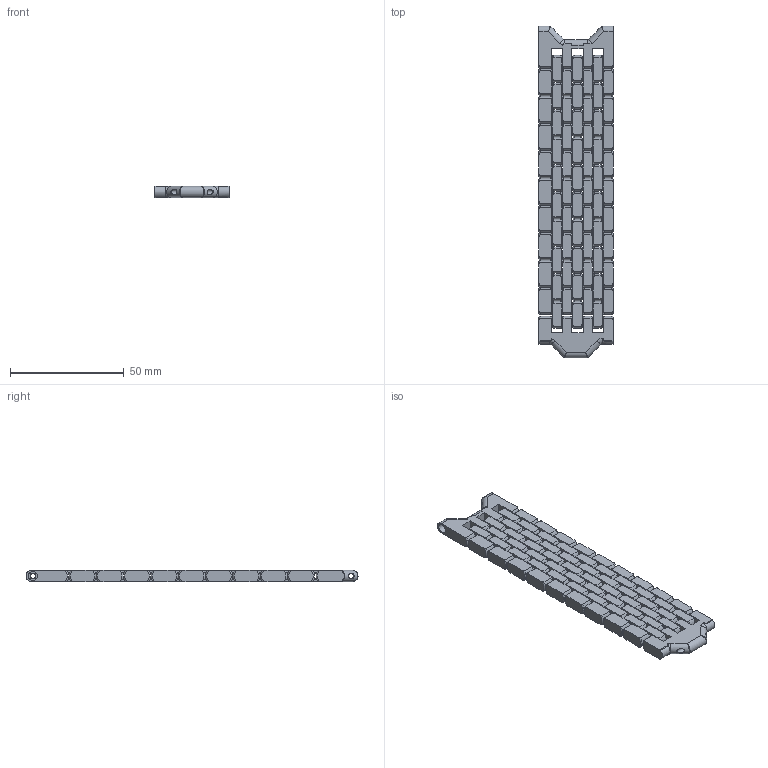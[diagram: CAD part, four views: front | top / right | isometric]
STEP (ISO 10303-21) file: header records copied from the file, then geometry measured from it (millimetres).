
FILE_DESCRIPTION(/* description */ ('STEP AP242','CAx-IF Rec.Pracs.---Representation and Presentation of Product Manufacturing Information (PMI)---4.0---2014-10-13','CAx-IF Rec.Pracs.---3D Tessellated Geometry---0.4---2014-09-14','2;1'),/* implementation_level */ '2;1');
FILE_NAME(/* name */ '67c79c4b0df0791cfdc15851',/* time_stamp */ '2025-03-05T00:35:25Z',/* author */ (''),/* organization */ (''),/* preprocessor_version */ 'ST-DEVELOPER v20',/* originating_system */ 'ONSHAPE BY PTC INC, 1.194',/* authorisation */ ' ');
FILE_SCHEMA (('AP242_MANAGED_MODEL_BASED_3D_ENGINEERING_MIM_LF { 1 0 10303 442 1 1 4 }'));
Length unit declared in the file: metre
Products named in the file (41): id2; id5; id8; id11; id14; id17; id20; id23; id26; id29; id32; id35; id38; id41; id44; id47; id50; id53; id56; id59; id62; id65; id68; id71; id74; id77; id80; id83; id86; id89; id92; id95; id98; id101; id104; id107; id110; id113; id116; id119 ...
Bounding box: 32.5 x 145.75 x 5 mm (x, y, z)
Volume: 17862.2 mm3; surface area: 21380.7 mm2
Topology: 41 solids, 41 shells, 1984 faces, 5416 edges, 3440 vertices
Faces by surface type: torus 776, cylinder 642, plane 550, bspline 12, cone 4
Full cylindrical faces by diameter (mm): 2.2 x3, 4 x1
Entity records: 66021 total; most frequent: CARTESIAN_POINT 15219, ORIENTED_EDGE 10804, DIRECTION 10636, EDGE_CURVE 5402, AXIS2_PLACEMENT_3D 4325, VERTEX_POINT 3438, CIRCLE 2304, EDGE_LOOP 2054
